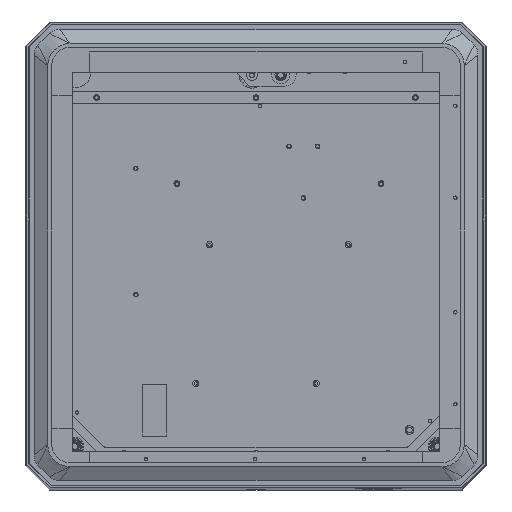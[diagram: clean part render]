
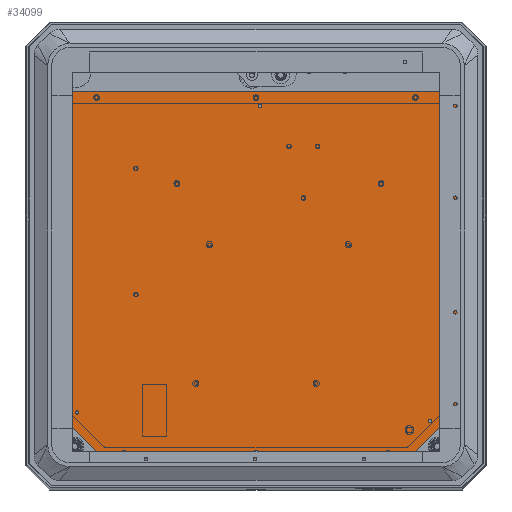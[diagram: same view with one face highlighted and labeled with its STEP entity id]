
A CAD part, top view. The second image highlights one B-rep face of the part: STEP entity #34099.
In plain terms, the highlighted face is planar.
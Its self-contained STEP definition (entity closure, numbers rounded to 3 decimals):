
#1205=FACE_BOUND('',#6584,.T.);
#1206=FACE_BOUND('',#6585,.T.);
#1207=FACE_BOUND('',#6586,.T.);
#2291=PLANE('',#37596);
#4080=FACE_OUTER_BOUND('',#6583,.T.);
#6583=EDGE_LOOP('',(#31690,#31691,#31692,#31693,#31694,#31695,#31696,#31697,
#31698,#31699,#31700,#31701));
#6584=EDGE_LOOP('',(#31702));
#6585=EDGE_LOOP('',(#31703));
#6586=EDGE_LOOP('',(#31704));
#9684=LINE('',#58417,#12859);
#9687=LINE('',#58426,#12862);
#9690=LINE('',#58435,#12865);
#9695=LINE('',#58448,#12870);
#9697=LINE('',#58454,#12872);
#9761=LINE('',#58778,#12936);
#12859=VECTOR('',#46846,10.);
#12862=VECTOR('',#46857,10.);
#12865=VECTOR('',#46866,10.);
#12870=VECTOR('',#46881,10.);
#12872=VECTOR('',#46889,10.);
#12936=VECTOR('',#47307,10.);
#14262=CIRCLE('',#37395,1.5);
#14263=CIRCLE('',#37397,1.5);
#14264=CIRCLE('',#37399,1.5);
#14265=CIRCLE('',#37401,15.);
#14266=CIRCLE('',#37405,15.);
#14267=CIRCLE('',#37408,15.);
#14268=CIRCLE('',#37411,15.);
#14269=CIRCLE('',#37413,15.);
#14270=CIRCLE('',#37416,15.);
#17399=VERTEX_POINT('',#58397);
#17400=VERTEX_POINT('',#58401);
#17401=VERTEX_POINT('',#58405);
#17402=VERTEX_POINT('',#58409);
#17403=VERTEX_POINT('',#58410);
#17404=VERTEX_POINT('',#58415);
#17405=VERTEX_POINT('',#58420);
#17406=VERTEX_POINT('',#58424);
#17407=VERTEX_POINT('',#58428);
#17408=VERTEX_POINT('',#58429);
#17409=VERTEX_POINT('',#58434);
#17410=VERTEX_POINT('',#58438);
#17411=VERTEX_POINT('',#58442);
#17412=VERTEX_POINT('',#58446);
#17413=VERTEX_POINT('',#58450);
#22066=EDGE_CURVE('',#17399,#17399,#14262,.T.);
#22068=EDGE_CURVE('',#17400,#17400,#14263,.T.);
#22070=EDGE_CURVE('',#17401,#17401,#14264,.T.);
#22071=EDGE_CURVE('',#17402,#17403,#14265,.T.);
#22075=EDGE_CURVE('',#17402,#17404,#9684,.T.);
#22076=EDGE_CURVE('',#17405,#17404,#14266,.T.);
#22079=EDGE_CURVE('',#17405,#17406,#9687,.T.);
#22080=EDGE_CURVE('',#17407,#17408,#14267,.T.);
#22083=EDGE_CURVE('',#17409,#17408,#9690,.T.);
#22085=EDGE_CURVE('',#17409,#17410,#14268,.T.);
#22087=EDGE_CURVE('',#17411,#17406,#14269,.T.);
#22090=EDGE_CURVE('',#17411,#17412,#9695,.T.);
#22091=EDGE_CURVE('',#17413,#17412,#14270,.T.);
#22093=EDGE_CURVE('',#17413,#17410,#9697,.T.);
#22232=EDGE_CURVE('',#17407,#17403,#9761,.T.);
#31690=ORIENTED_EDGE('',*,*,#22071,.F.);
#31691=ORIENTED_EDGE('',*,*,#22075,.T.);
#31692=ORIENTED_EDGE('',*,*,#22076,.F.);
#31693=ORIENTED_EDGE('',*,*,#22079,.T.);
#31694=ORIENTED_EDGE('',*,*,#22087,.F.);
#31695=ORIENTED_EDGE('',*,*,#22090,.T.);
#31696=ORIENTED_EDGE('',*,*,#22091,.F.);
#31697=ORIENTED_EDGE('',*,*,#22093,.T.);
#31698=ORIENTED_EDGE('',*,*,#22085,.F.);
#31699=ORIENTED_EDGE('',*,*,#22083,.T.);
#31700=ORIENTED_EDGE('',*,*,#22080,.F.);
#31701=ORIENTED_EDGE('',*,*,#22232,.T.);
#31702=ORIENTED_EDGE('',*,*,#22066,.T.);
#31703=ORIENTED_EDGE('',*,*,#22068,.T.);
#31704=ORIENTED_EDGE('',*,*,#22070,.T.);
#34099=ADVANCED_FACE('',(#4080,#1205,#1206,#1207),#2291,.T.);
#37395=AXIS2_PLACEMENT_3D('',#58399,#46825,#46826);
#37397=AXIS2_PLACEMENT_3D('',#58403,#46830,#46831);
#37399=AXIS2_PLACEMENT_3D('',#58407,#46835,#46836);
#37401=AXIS2_PLACEMENT_3D('',#58411,#46839,#46840);
#37405=AXIS2_PLACEMENT_3D('',#58421,#46851,#46852);
#37408=AXIS2_PLACEMENT_3D('',#58430,#46860,#46861);
#37411=AXIS2_PLACEMENT_3D('',#58439,#46870,#46871);
#37413=AXIS2_PLACEMENT_3D('',#58443,#46875,#46876);
#37416=AXIS2_PLACEMENT_3D('',#58451,#46884,#46885);
#37596=AXIS2_PLACEMENT_3D('',#58780,#47310,#47311);
#46825=DIRECTION('center_axis',(0.,0.,1.));
#46826=DIRECTION('ref_axis',(1.,0.,0.));
#46830=DIRECTION('center_axis',(0.,0.,1.));
#46831=DIRECTION('ref_axis',(1.,0.,0.));
#46835=DIRECTION('center_axis',(0.,0.,1.));
#46836=DIRECTION('ref_axis',(1.,0.,0.));
#46839=DIRECTION('center_axis',(0.,0.,1.));
#46840=DIRECTION('ref_axis',(-0.383,-0.924,0.));
#46846=DIRECTION('',(-0.707,0.707,0.));
#46851=DIRECTION('center_axis',(0.,0.,1.));
#46852=DIRECTION('ref_axis',(-0.924,-0.383,0.));
#46857=DIRECTION('',(0.,1.,0.));
#46860=DIRECTION('center_axis',(0.,0.,1.));
#46861=DIRECTION('ref_axis',(0.383,-0.924,0.));
#46866=DIRECTION('',(-0.707,-0.707,0.));
#46870=DIRECTION('center_axis',(0.,0.,1.));
#46871=DIRECTION('ref_axis',(0.924,-0.383,0.));
#46875=DIRECTION('center_axis',(0.,0.,1.));
#46876=DIRECTION('ref_axis',(-0.707,0.707,0.));
#46881=DIRECTION('',(1.,0.,0.));
#46884=DIRECTION('center_axis',(0.,0.,1.));
#46885=DIRECTION('ref_axis',(0.707,0.707,0.));
#46889=DIRECTION('',(0.,-1.,0.));
#47307=DIRECTION('',(-1.,0.,0.));
#47310=DIRECTION('center_axis',(0.,0.,-1.));
#47311=DIRECTION('ref_axis',(-1.,0.,0.));
#58397=CARTESIAN_POINT('',(-5.,147.5,-1.5));
#58399=CARTESIAN_POINT('Origin',(-3.5,147.5,-1.5));
#58401=CARTESIAN_POINT('',(154.5,-119.5,-1.5));
#58403=CARTESIAN_POINT('Origin',(156.,-119.5,-1.5));
#58405=CARTESIAN_POINT('',(-153.3,-127.,-1.5));
#58407=CARTESIAN_POINT('Origin',(-151.8,-127.,-1.5));
#58409=CARTESIAN_POINT('',(-137.181,-155.607,-1.5));
#58410=CARTESIAN_POINT('',(-126.575,-160.,-1.5));
#58411=CARTESIAN_POINT('Origin',(-126.575,-145.,-1.5));
#58415=CARTESIAN_POINT('',(-174.357,-118.431,-1.5));
#58417=CARTESIAN_POINT('',(-178.75,-114.038,-1.5));
#58420=CARTESIAN_POINT('',(-178.75,-107.825,-1.5));
#58421=CARTESIAN_POINT('Origin',(-163.75,-107.825,-1.5));
#58424=CARTESIAN_POINT('',(-178.75,145.,-1.5));
#58426=CARTESIAN_POINT('',(-178.75,160.,-1.5));
#58428=CARTESIAN_POINT('',(126.575,-160.,-1.5));
#58429=CARTESIAN_POINT('',(137.181,-155.607,-1.5));
#58430=CARTESIAN_POINT('Origin',(126.575,-145.,-1.5));
#58434=CARTESIAN_POINT('',(174.357,-118.431,-1.5));
#58435=CARTESIAN_POINT('',(178.75,-114.038,-1.5));
#58438=CARTESIAN_POINT('',(178.75,-107.825,-1.5));
#58439=CARTESIAN_POINT('Origin',(163.75,-107.825,-1.5));
#58442=CARTESIAN_POINT('',(-163.75,160.,-1.5));
#58443=CARTESIAN_POINT('Origin',(-163.75,145.,-1.5));
#58446=CARTESIAN_POINT('',(163.75,160.,-1.5));
#58448=CARTESIAN_POINT('',(178.75,160.,-1.5));
#58450=CARTESIAN_POINT('',(178.75,145.,-1.5));
#58451=CARTESIAN_POINT('Origin',(163.75,145.,-1.5));
#58454=CARTESIAN_POINT('',(178.75,-160.,-1.5));
#58778=CARTESIAN_POINT('',(-178.75,-160.,-1.5));
#58780=CARTESIAN_POINT('Origin',(0.,0.,-1.5));
